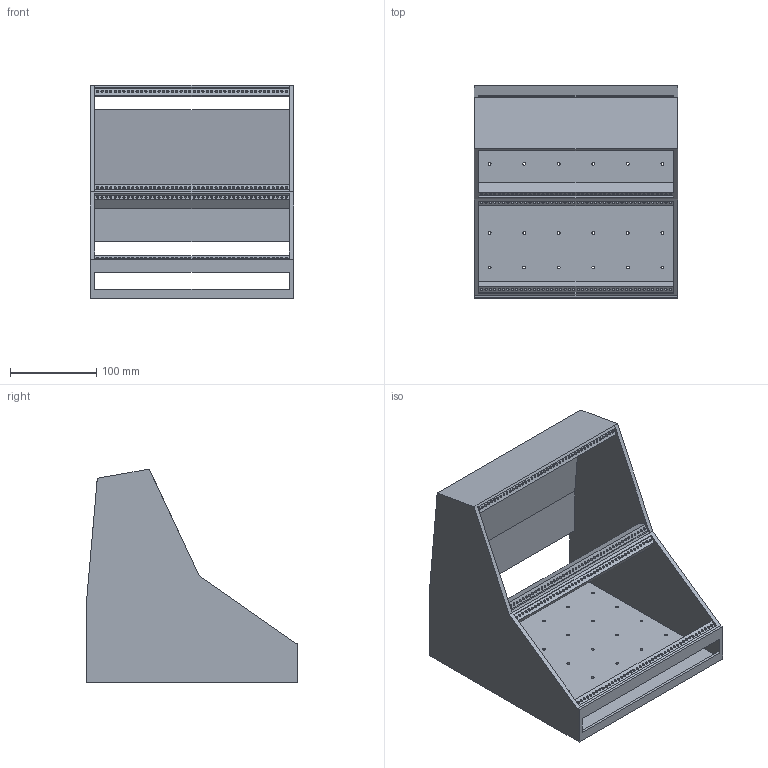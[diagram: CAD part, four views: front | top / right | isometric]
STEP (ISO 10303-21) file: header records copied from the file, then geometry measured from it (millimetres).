
FILE_DESCRIPTION(('HOOPS Exchange Step'),'2;1');
FILE_NAME('tiny-rack-2x44hp.v3.stp','2023-09-05T20:05:17+08:00',('wangke'),('Unknown organisation'),'HOOPS Exchange 2023.1','HOOPS Exchange','Unknown authorisation');
FILE_SCHEMA( ('AP203_CONFIGURATION_CONTROLLED_3D_DESIGN_OF_MECHANICAL_PARTS_AND_ASSEMBLIES_MIM_LF') );
Length unit declared in the file: millimetre
Products named in the file (1): rack
Bounding box: 235.26 x 245.29 x 247.58 mm (x, y, z)
Volume: 1114156.4 mm3; surface area: 427487.8 mm2
Topology: 1 solids, 1 shells, 400 faces, 1126 edges, 859 vertices
Faces by surface type: cylinder 216, plane 184
Full cylindrical faces by diameter (mm): 2.7 x176, 3.2 x36, 13 x4
Entity records: 14187 total; most frequent: DIRECTION 2692, CARTESIAN_POINT 2386, ORIENTED_EDGE 2252, AXIS2_PLACEMENT_3D 1165, EDGE_CURVE 1126, VERTEX_POINT 859, EDGE_LOOP 699, FACE_BOUND 699
